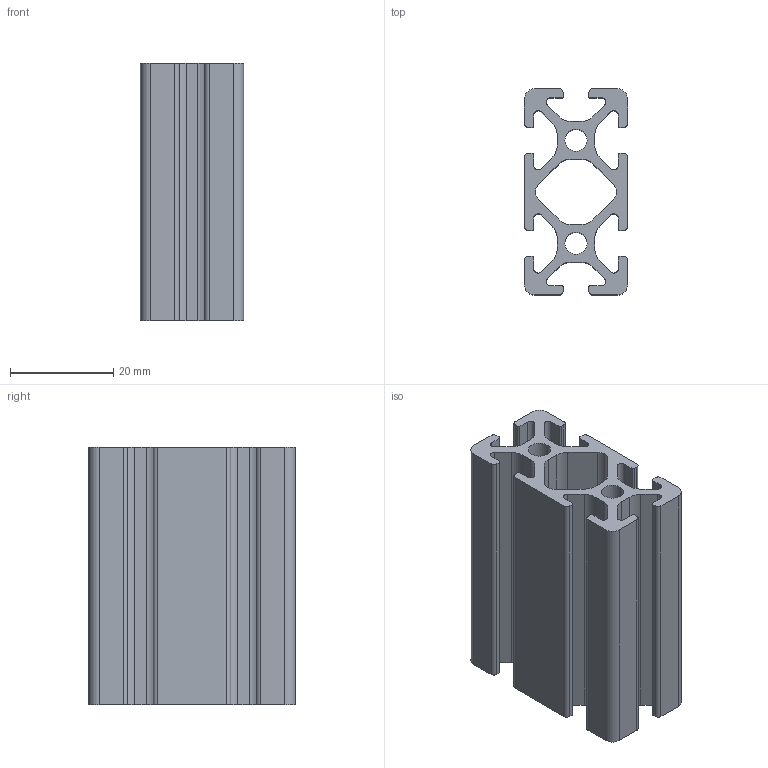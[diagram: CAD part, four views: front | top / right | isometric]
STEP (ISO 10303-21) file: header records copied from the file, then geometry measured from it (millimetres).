
FILE_DESCRIPTION (( 'STEP AP214' ), '1' );
FILE_NAME ('BASE05E0019-Profilé 5 40x20.step', '2023-03-24T09:34:22', ( 'Altae' ), ( '' ), 'SwSTEP 2.0', 'SolidWorks 2021', '' );
FILE_SCHEMA (( 'AUTOMOTIVE_DESIGN' ));
Length unit declared in the file: millimetre
Products named in the file (1): BASE05E0019-Profilé 5 40x20
Bounding box: 20 x 40 x 50 mm (x, y, z)
Volume: 16584.9 mm3; surface area: 15930.4 mm2
Topology: 1 solids, 1 shells, 125 faces, 369 edges, 246 vertices
Faces by surface type: cylinder 65, plane 60
Entity records: 4259 total; most frequent: DIRECTION 751, CARTESIAN_POINT 741, ORIENTED_EDGE 738, EDGE_CURVE 369, AXIS2_PLACEMENT_3D 256, VERTEX_POINT 246, VECTOR 239, LINE 239
